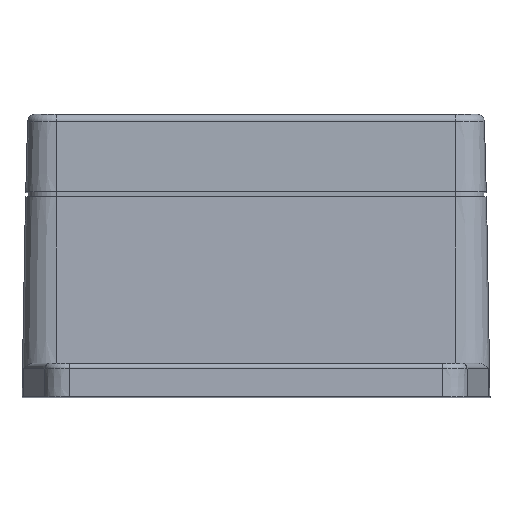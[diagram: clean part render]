
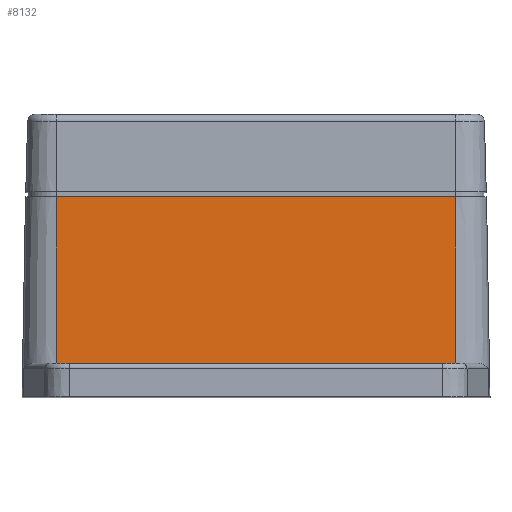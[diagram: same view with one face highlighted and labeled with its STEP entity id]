
A CAD part, top view. The second image highlights one B-rep face of the part: STEP entity #8132.
In plain terms, the highlighted planar face has unit normal (0, 0.018, 1).
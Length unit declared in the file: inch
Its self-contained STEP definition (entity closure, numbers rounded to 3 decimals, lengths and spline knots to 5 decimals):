
#920 = DIRECTION ( 'NONE',  ( 0., 0.017, 1. ) ) ;
#2837 = VECTOR ( 'NONE', #3939, 39.37008 ) ;
#3263 = VERTEX_POINT ( 'NONE', #16856 ) ;
#3301 = CARTESIAN_POINT ( 'NONE',  ( -1.5355, 0., 2.262 ) ) ;
#3939 = DIRECTION ( 'NONE',  ( 1., 0., 0. ) ) ;
#4492 = EDGE_CURVE ( 'NONE', #13149, #3263, #15684, .T. ) ;
#4814 = DIRECTION ( 'NONE',  ( 0., -1., 0.017 ) ) ;
#5901 = DIRECTION ( 'NONE',  ( 0., 1., -0.017 ) ) ;
#6098 = ORIENTED_EDGE ( 'NONE', *, *, #9824, .F. ) ;
#6405 = ORIENTED_EDGE ( 'NONE', *, *, #8911, .T. ) ;
#7008 = ORIENTED_EDGE ( 'NONE', *, *, #8279, .T. ) ;
#7595 = EDGE_LOOP ( 'NONE', ( #23522, #7008, #6405, #6098 ) ) ;
#8132 = ADVANCED_FACE ( 'NONE', ( #21493 ), #23224, .T. ) ;
#8279 = EDGE_CURVE ( 'NONE', #13149, #24478, #21468, .T. ) ;
#8911 = EDGE_CURVE ( 'NONE', #24478, #12206, #20202, .T. ) ;
#9824 = EDGE_CURVE ( 'NONE', #3263, #12206, #21699, .T. ) ;
#11342 = CARTESIAN_POINT ( 'NONE',  ( -1.5355, -1.27953, 2.28433 ) ) ;
#11514 = DIRECTION ( 'NONE',  ( 0., 1., -0.017 ) ) ;
#12206 = VERTEX_POINT ( 'NONE', #23769 ) ;
#13149 = VERTEX_POINT ( 'NONE', #11342 ) ;
#13958 = DIRECTION ( 'NONE',  ( 1., 0., 0. ) ) ;
#15684 = LINE ( 'NONE', #3301, #26024 ) ;
#16549 = CARTESIAN_POINT ( 'NONE',  ( 1.5355, -1.27953, 2.28433 ) ) ;
#16843 = CARTESIAN_POINT ( 'NONE',  ( 0., 0., 2.262 ) ) ;
#16856 = CARTESIAN_POINT ( 'NONE',  ( -1.5355, 0., 2.262 ) ) ;
#18129 = CARTESIAN_POINT ( 'NONE',  ( 1.5355, 0., 2.262 ) ) ;
#20169 = AXIS2_PLACEMENT_3D ( 'NONE', #16843, #920, #4814 ) ;
#20202 = LINE ( 'NONE', #18129, #20818 ) ;
#20818 = VECTOR ( 'NONE', #5901, 39.37008 ) ;
#21468 = LINE ( 'NONE', #22003, #22694 ) ;
#21493 = FACE_OUTER_BOUND ( 'NONE', #7595, .T. ) ;
#21699 = LINE ( 'NONE', #22274, #2837 ) ;
#22003 = CARTESIAN_POINT ( 'NONE',  ( 0., -1.27953, 2.28433 ) ) ;
#22274 = CARTESIAN_POINT ( 'NONE',  ( -1.5355, 0., 2.262 ) ) ;
#22694 = VECTOR ( 'NONE', #13958, 39.37008 ) ;
#23224 = PLANE ( 'NONE',  #20169 ) ;
#23522 = ORIENTED_EDGE ( 'NONE', *, *, #4492, .F. ) ;
#23769 = CARTESIAN_POINT ( 'NONE',  ( 1.5355, 0., 2.262 ) ) ;
#24478 = VERTEX_POINT ( 'NONE', #16549 ) ;
#26024 = VECTOR ( 'NONE', #11514, 39.37008 ) ;
